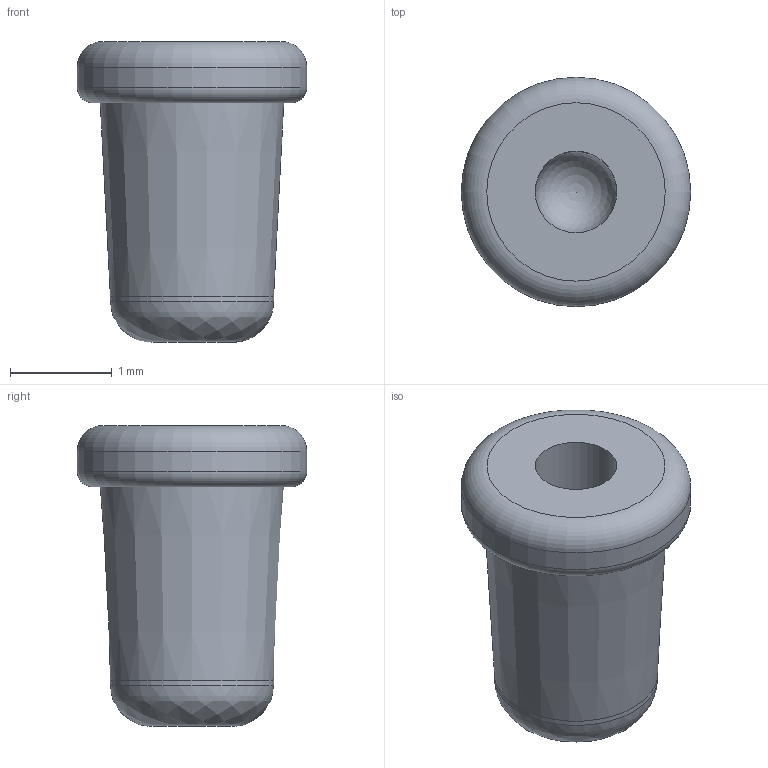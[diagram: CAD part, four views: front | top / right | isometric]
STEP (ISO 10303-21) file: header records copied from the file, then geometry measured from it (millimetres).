
FILE_DESCRIPTION(/* description */ (''),/* implementation_level */ '2;1');
FILE_NAME(/* name */ 'Braille Dot.step',/* time_stamp */ '2025-02-18T09:53:06-05:00',/* author */ (''),/* organization */ (''),/* preprocessor_version */ 'ST-DEVELOPER v20',/* originating_system */ 'Autodesk Translation Framework v13.14.0.145',/* authorisation */ '');
FILE_SCHEMA (('AUTOMOTIVE_DESIGN { 1 0 10303 214 3 1 1 }'));
Length unit declared in the file: millimetre
Products named in the file (1): Braille Dot
Bounding box: 2.25 x 2.25 x 2.95 mm (x, y, z)
Volume: 6.1 mm3; surface area: 27.7 mm2
Topology: 1 solids, 1 shells, 11 faces, 22 edges, 14 vertices
Faces by surface type: cylinder 3, plane 3, torus 2, cone 1, sphere 1, bspline 1
Full cylindrical faces by diameter (mm): 0.8 x1, 1.6 x1, 2.25 x1
Entity records: 347 total; most frequent: CARTESIAN_POINT 73, DIRECTION 60, ORIENTED_EDGE 42, AXIS2_PLACEMENT_3D 28, EDGE_CURVE 21, CIRCLE 17, VERTEX_POINT 14, EDGE_LOOP 13
